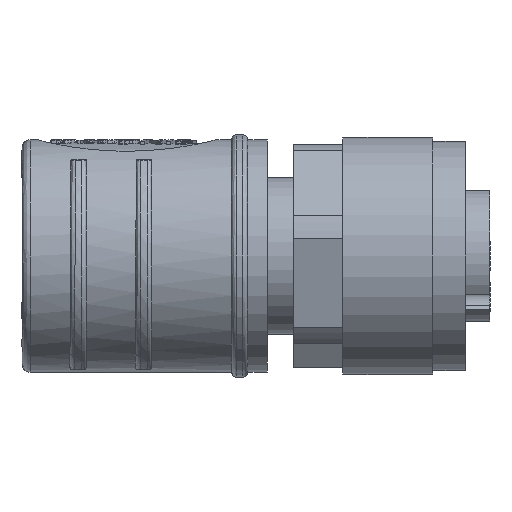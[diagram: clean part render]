
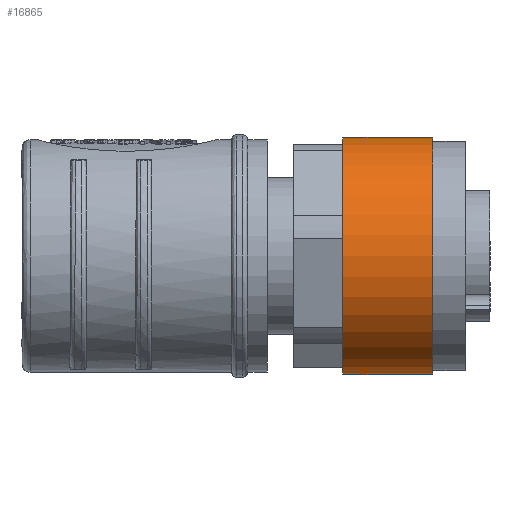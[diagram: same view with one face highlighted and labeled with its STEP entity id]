
A CAD part, left-side view. The second image highlights one B-rep face of the part: STEP entity #16865.
In plain terms, the highlighted cylindrical face has radius 7.25 mm (diameter 14.5 mm), a partial arc.
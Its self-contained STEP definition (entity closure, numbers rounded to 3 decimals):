
#2122 = CARTESIAN_POINT ( 'NONE',  ( 0., -4.8, 7.25 ) ) ;
#2144 = CIRCLE ( 'NONE', #7273, 7.25 ) ;
#3905 = ORIENTED_EDGE ( 'NONE', *, *, #14673, .T. ) ;
#4021 = CARTESIAN_POINT ( 'NONE',  ( 0., -10.3, -7.25 ) ) ;
#4505 = EDGE_CURVE ( 'NONE', #12411, #6345, #7299, .T. ) ;
#4810 = DIRECTION ( 'NONE',  ( 0., -1., 0. ) ) ;
#4919 = CARTESIAN_POINT ( 'NONE',  ( 0., -10.3, 0. ) ) ;
#5020 = LINE ( 'NONE', #11348, #7372 ) ;
#6045 = CIRCLE ( 'NONE', #14738, 7.25 ) ;
#6345 = VERTEX_POINT ( 'NONE', #2122 ) ;
#7210 = ORIENTED_EDGE ( 'NONE', *, *, #4505, .T. ) ;
#7273 = AXIS2_PLACEMENT_3D ( 'NONE', #7295, #16882, #8638 ) ;
#7295 = CARTESIAN_POINT ( 'NONE',  ( 0., -10.3, 0. ) ) ;
#7299 = LINE ( 'NONE', #13839, #15853 ) ;
#7372 = VECTOR ( 'NONE', #9942, 1000. ) ;
#7666 = VERTEX_POINT ( 'NONE', #4021 ) ;
#8638 = DIRECTION ( 'NONE',  ( 0., 0., 1. ) ) ;
#9095 = CARTESIAN_POINT ( 'NONE',  ( 0., -4.8, -7.25 ) ) ;
#9429 = ORIENTED_EDGE ( 'NONE', *, *, #11189, .F. ) ;
#9942 = DIRECTION ( 'NONE',  ( 0., 1., 0. ) ) ;
#9973 = AXIS2_PLACEMENT_3D ( 'NONE', #4919, #10378, #15867 ) ;
#10378 = DIRECTION ( 'NONE',  ( 0., 1., 0. ) ) ;
#11078 = CARTESIAN_POINT ( 'NONE',  ( 0., -10.3, 7.25 ) ) ;
#11132 = ORIENTED_EDGE ( 'NONE', *, *, #11941, .F. ) ;
#11189 = EDGE_CURVE ( 'NONE', #12411, #7666, #2144, .T. ) ;
#11244 = DIRECTION ( 'NONE',  ( 0., 1., 0. ) ) ;
#11348 = CARTESIAN_POINT ( 'NONE',  ( 0., -10.3, -7.25 ) ) ;
#11941 = EDGE_CURVE ( 'NONE', #7666, #16936, #5020, .T. ) ;
#12411 = VERTEX_POINT ( 'NONE', #11078 ) ;
#12891 = CYLINDRICAL_SURFACE ( 'NONE', #9973, 7.25 ) ;
#13005 = CARTESIAN_POINT ( 'NONE',  ( 0., -4.8, 0. ) ) ;
#13839 = CARTESIAN_POINT ( 'NONE',  ( 0., -10.3, 7.25 ) ) ;
#14366 = DIRECTION ( 'NONE',  ( 0., 0., 1. ) ) ;
#14673 = EDGE_CURVE ( 'NONE', #6345, #16936, #6045, .T. ) ;
#14738 = AXIS2_PLACEMENT_3D ( 'NONE', #13005, #4810, #14366 ) ;
#14786 = EDGE_LOOP ( 'NONE', ( #11132, #9429, #7210, #3905 ) ) ;
#15853 = VECTOR ( 'NONE', #11244, 1000. ) ;
#15867 = DIRECTION ( 'NONE',  ( 0., 0., 1. ) ) ;
#16506 = FACE_OUTER_BOUND ( 'NONE', #14786, .T. ) ;
#16865 = ADVANCED_FACE ( 'NONE', ( #16506 ), #12891, .T. ) ;
#16882 = DIRECTION ( 'NONE',  ( 0., -1., 0. ) ) ;
#16936 = VERTEX_POINT ( 'NONE', #9095 ) ;
